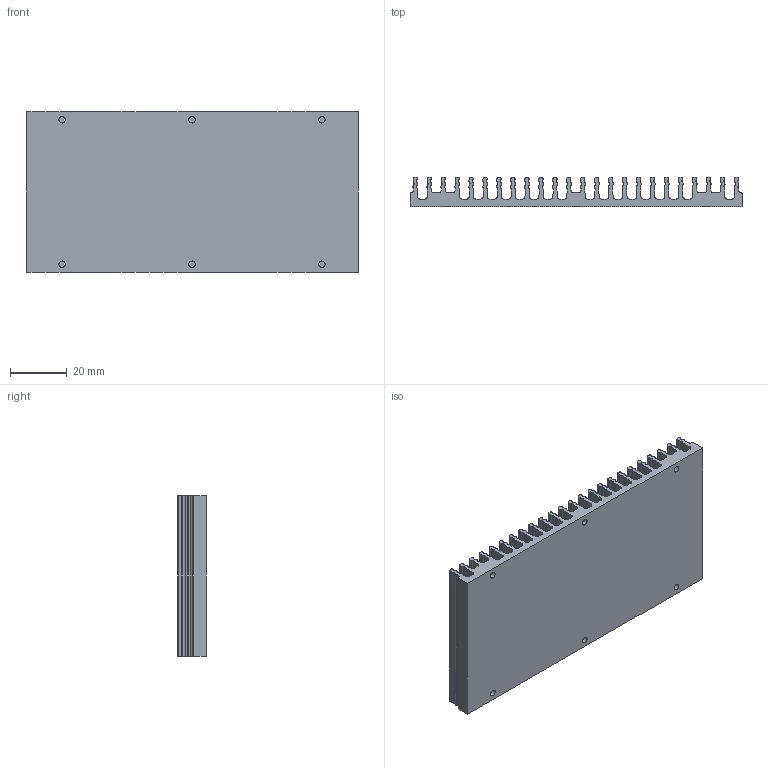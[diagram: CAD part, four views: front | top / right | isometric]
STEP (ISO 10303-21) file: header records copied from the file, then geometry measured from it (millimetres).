
FILE_DESCRIPTION (( 'STEP AP214' ), '1' );
FILE_NAME ('30778.STEP', '2011-03-07T16:43:04', ( 'Vicor Employee' ), ( 'Vicor Corporation' ), 'SwSTEP 2.0', 'SolidWorks 2010', '' );
FILE_SCHEMA (( 'AUTOMOTIVE_DESIGN' ));
Length unit declared in the file: millimetre
Products named in the file (1): 30778
Bounding box: 116.84 x 10.16 x 56.39 mm (x, y, z)
Volume: 33594.7 mm3; surface area: 33308.2 mm2
Topology: 1 solids, 1 shells, 428 faces, 1260 edges, 840 vertices
Faces by surface type: cylinder 296, plane 132
Full cylindrical faces by diameter (mm): 2.261 x6
Entity records: 14540 total; most frequent: DIRECTION 2704, CARTESIAN_POINT 2523, ORIENTED_EDGE 2508, EDGE_CURVE 1254, AXIS2_PLACEMENT_3D 1021, VERTEX_POINT 840, VECTOR 662, LINE 662
